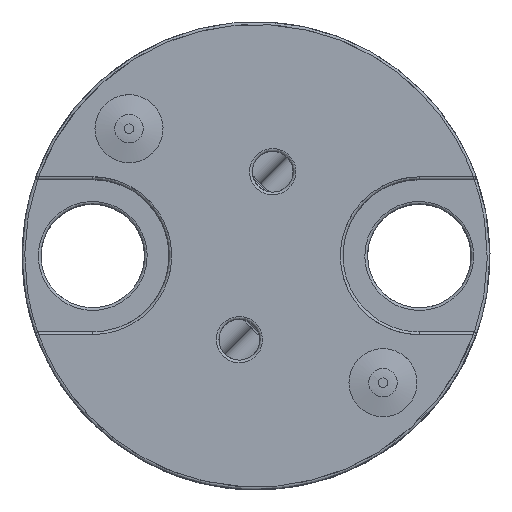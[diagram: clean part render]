
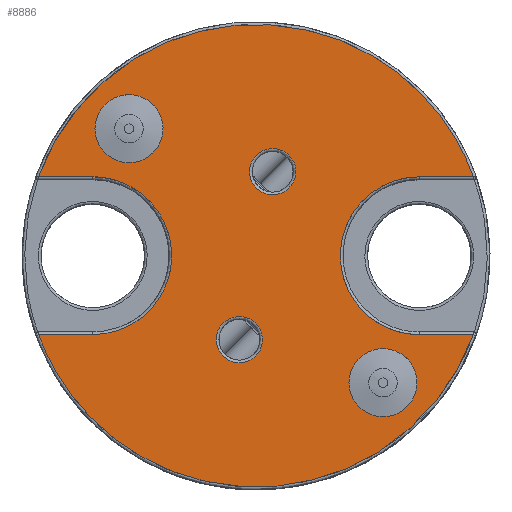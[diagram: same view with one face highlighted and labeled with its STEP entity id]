
A CAD part, top view. The second image highlights one B-rep face of the part: STEP entity #8886.
In plain terms, the highlighted free-form (B-spline) face has degree [1, 1] with [2, 2] control points.
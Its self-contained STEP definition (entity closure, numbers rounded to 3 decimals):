
#8435 = VERTEX_POINT('',#8436);
#8436 = CARTESIAN_POINT('',(-5.463,2.641,
    0.455));
#8443 = EDGE_CURVE('',#8444,#8435,#8446,.T.);
#8444 = VERTEX_POINT('',#8445);
#8445 = CARTESIAN_POINT('',(-5.463,-2.641,
    0.455));
#8446 = ( BOUNDED_CURVE() B_SPLINE_CURVE(2,(#8447,#8448,#8449,#8450,
#8451),.UNSPECIFIED.,.F.,.F.) B_SPLINE_CURVE_WITH_KNOTS((3,2,3),(
    1.571,3.142,4.712),
.PIECEWISE_BEZIER_KNOTS.) CURVE() GEOMETRIC_REPRESENTATION_ITEM() 
RATIONAL_B_SPLINE_CURVE((1.,0.707,1.,0.707,1.)) 
REPRESENTATION_ITEM('') );
#8447 = CARTESIAN_POINT('',(-5.463,-2.641,
    0.455));
#8448 = CARTESIAN_POINT('',(-2.823,-2.641,
    0.455));
#8449 = CARTESIAN_POINT('',(-2.823,0.,
    0.455));
#8450 = CARTESIAN_POINT('',(-2.823,2.641,
    0.455));
#8451 = CARTESIAN_POINT('',(-5.463,2.641,
    0.455));
#8490 = EDGE_CURVE('',#8435,#8491,#8493,.T.);
#8491 = VERTEX_POINT('',#8492);
#8492 = CARTESIAN_POINT('',(-7.275,2.641,
    0.455));
#8493 = B_SPLINE_CURVE_WITH_KNOTS('',1,(#8494,#8495),.UNSPECIFIED.,.F.,
  .F.,(2,2),(0.,1.99),.PIECEWISE_BEZIER_KNOTS.);
#8494 = CARTESIAN_POINT('',(-5.463,2.641,
    0.455));
#8495 = CARTESIAN_POINT('',(-7.275,2.641,
    0.455));
#8519 = EDGE_CURVE('',#8491,#8520,#8522,.T.);
#8520 = VERTEX_POINT('',#8521);
#8521 = CARTESIAN_POINT('',(7.275,2.641,0.455
    ));
#8522 = ( BOUNDED_CURVE() B_SPLINE_CURVE(2,(#8523,#8524,#8525),
.UNSPECIFIED.,.F.,.F.) B_SPLINE_CURVE_WITH_KNOTS((3,3),(0.348,
2.793),.PIECEWISE_BEZIER_KNOTS.) CURVE() 
GEOMETRIC_REPRESENTATION_ITEM() RATIONAL_B_SPLINE_CURVE((1.,
0.341,1.)) REPRESENTATION_ITEM('') );
#8523 = CARTESIAN_POINT('',(-7.275,2.641,
    0.455));
#8524 = CARTESIAN_POINT('',(0.,22.686,
    0.455));
#8525 = CARTESIAN_POINT('',(7.275,2.641,0.455
    ));
#8550 = EDGE_CURVE('',#8520,#8551,#8553,.T.);
#8551 = VERTEX_POINT('',#8552);
#8552 = CARTESIAN_POINT('',(5.463,2.641,0.455
    ));
#8553 = B_SPLINE_CURVE_WITH_KNOTS('',1,(#8554,#8555),.UNSPECIFIED.,.F.,
  .F.,(2,2),(0.,1.99),.PIECEWISE_BEZIER_KNOTS.);
#8554 = CARTESIAN_POINT('',(7.275,2.641,0.455
    ));
#8555 = CARTESIAN_POINT('',(5.463,2.641,0.455
    ));
#8571 = VERTEX_POINT('',#8572);
#8572 = CARTESIAN_POINT('',(5.463,-2.641,
    0.455));
#8579 = EDGE_CURVE('',#8551,#8571,#8580,.T.);
#8580 = ( BOUNDED_CURVE() B_SPLINE_CURVE(2,(#8581,#8582,#8583,#8584,
#8585),.UNSPECIFIED.,.F.,.F.) B_SPLINE_CURVE_WITH_KNOTS((3,2,3),(
    4.712,6.283,7.854),
.PIECEWISE_BEZIER_KNOTS.) CURVE() GEOMETRIC_REPRESENTATION_ITEM() 
RATIONAL_B_SPLINE_CURVE((1.,0.707,1.,0.707,1.)) 
REPRESENTATION_ITEM('') );
#8581 = CARTESIAN_POINT('',(5.463,2.641,0.455
    ));
#8582 = CARTESIAN_POINT('',(2.823,2.641,0.455
    ));
#8583 = CARTESIAN_POINT('',(2.823,0.,
    0.455));
#8584 = CARTESIAN_POINT('',(2.823,-2.641,
    0.455));
#8585 = CARTESIAN_POINT('',(5.463,-2.641,
    0.455));
#8618 = EDGE_CURVE('',#8571,#8619,#8621,.T.);
#8619 = VERTEX_POINT('',#8620);
#8620 = CARTESIAN_POINT('',(7.275,-2.641,
    0.455));
#8621 = B_SPLINE_CURVE_WITH_KNOTS('',1,(#8622,#8623),.UNSPECIFIED.,.F.,
  .F.,(2,2),(0.,1.99),.PIECEWISE_BEZIER_KNOTS.);
#8622 = CARTESIAN_POINT('',(5.463,-2.641,
    0.455));
#8623 = CARTESIAN_POINT('',(7.275,-2.641,
    0.455));
#8647 = EDGE_CURVE('',#8619,#8648,#8650,.T.);
#8648 = VERTEX_POINT('',#8649);
#8649 = CARTESIAN_POINT('',(-7.275,-2.641,
    0.455));
#8650 = ( BOUNDED_CURVE() B_SPLINE_CURVE(2,(#8651,#8652,#8653),
.UNSPECIFIED.,.F.,.F.) B_SPLINE_CURVE_WITH_KNOTS((3,3),(3.49,
5.935),.PIECEWISE_BEZIER_KNOTS.) CURVE() 
GEOMETRIC_REPRESENTATION_ITEM() RATIONAL_B_SPLINE_CURVE((1.,
0.341,1.)) REPRESENTATION_ITEM('') );
#8651 = CARTESIAN_POINT('',(7.275,-2.641,
    0.455));
#8652 = CARTESIAN_POINT('',(0.,-22.686,
    0.455));
#8653 = CARTESIAN_POINT('',(-7.275,-2.641,
    0.455));
#8722 = EDGE_CURVE('',#8723,#8723,#8725,.T.);
#8723 = VERTEX_POINT('',#8724);
#8724 = CARTESIAN_POINT('',(-5.024,4.25,
    0.455));
#8725 = ( BOUNDED_CURVE() B_SPLINE_CURVE(2,(#8726,#8727,#8728,#8729,
#8730,#8731,#8732),.UNSPECIFIED.,.T.,.F.) B_SPLINE_CURVE_WITH_KNOTS((1,2
    ,2,2,2,1),(-2.094,0.,2.094,4.189,
6.283,8.378),.UNSPECIFIED.) CURVE() 
GEOMETRIC_REPRESENTATION_ITEM() RATIONAL_B_SPLINE_CURVE((1.,0.5,1.,0.5,
1.,0.5,1.)) REPRESENTATION_ITEM('') );
#8726 = CARTESIAN_POINT('',(-5.024,4.25,
    0.455));
#8727 = CARTESIAN_POINT('',(-5.024,5.59,
    0.455));
#8728 = CARTESIAN_POINT('',(-3.863,4.92,
    0.455));
#8729 = CARTESIAN_POINT('',(-2.702,4.25,
    0.455));
#8730 = CARTESIAN_POINT('',(-3.863,3.579,
    0.455));
#8731 = CARTESIAN_POINT('',(-5.024,2.909,0.455
    ));
#8732 = CARTESIAN_POINT('',(-5.024,4.25,
    0.455));
#8828 = EDGE_CURVE('',#8648,#8444,#8829,.T.);
#8829 = B_SPLINE_CURVE_WITH_KNOTS('',1,(#8830,#8831),.UNSPECIFIED.,.F.,
  .F.,(2,2),(0.,1.99),
  .PIECEWISE_BEZIER_KNOTS.);
#8830 = CARTESIAN_POINT('',(-7.275,-2.641,
    0.455));
#8831 = CARTESIAN_POINT('',(-5.463,-2.641,
    0.455));
#8842 = EDGE_CURVE('',#8843,#8843,#8845,.T.);
#8843 = VERTEX_POINT('',#8844);
#8844 = CARTESIAN_POINT('',(3.476,-4.25,
    0.455));
#8845 = ( BOUNDED_CURVE() B_SPLINE_CURVE(2,(#8846,#8847,#8848,#8849,
#8850,#8851,#8852),.UNSPECIFIED.,.T.,.F.) B_SPLINE_CURVE_WITH_KNOTS((1,2
    ,2,2,2,1),(-2.094,0.,2.094,4.189,
6.283,8.378),.UNSPECIFIED.) CURVE() 
GEOMETRIC_REPRESENTATION_ITEM() RATIONAL_B_SPLINE_CURVE((1.,0.5,1.,0.5,
1.,0.5,1.)) REPRESENTATION_ITEM('') );
#8846 = CARTESIAN_POINT('',(3.476,-4.25,
    0.455));
#8847 = CARTESIAN_POINT('',(3.476,-2.909,0.455
    ));
#8848 = CARTESIAN_POINT('',(4.637,-3.579,
    0.455));
#8849 = CARTESIAN_POINT('',(5.798,-4.25,0.455
    ));
#8850 = CARTESIAN_POINT('',(4.637,-4.92,
    0.455));
#8851 = CARTESIAN_POINT('',(3.476,-5.59,
    0.455));
#8852 = CARTESIAN_POINT('',(3.476,-4.25,
    0.455));
#8886 = ADVANCED_FACE('',(#8887,#8901,#8915,#8925,#8928),#8931,.T.);
#8887 = FACE_BOUND('',#8888,.T.);
#8888 = EDGE_LOOP('',(#8889));
#8889 = ORIENTED_EDGE('',*,*,#8890,.T.);
#8890 = EDGE_CURVE('',#8891,#8891,#8893,.T.);
#8891 = VERTEX_POINT('',#8892);
#8892 = CARTESIAN_POINT('',(1.331,2.811,0.455
    ));
#8893 = ( BOUNDED_CURVE() B_SPLINE_CURVE(2,(#8894,#8895,#8896,#8897,
#8898,#8899,#8900),.UNSPECIFIED.,.T.,.F.) B_SPLINE_CURVE_WITH_KNOTS((1,2
    ,2,2,2,1),(-2.094,0.,2.094,4.189,
6.283,8.378),.UNSPECIFIED.) CURVE() 
GEOMETRIC_REPRESENTATION_ITEM() RATIONAL_B_SPLINE_CURVE((1.,0.5,1.,0.5,
1.,0.5,1.)) REPRESENTATION_ITEM('') );
#8894 = CARTESIAN_POINT('',(1.331,2.811,0.455
    ));
#8895 = CARTESIAN_POINT('',(1.331,1.47,0.455
    ));
#8896 = CARTESIAN_POINT('',(0.17,2.14,0.455)
  );
#8897 = CARTESIAN_POINT('',(-0.991,2.811,
    0.455));
#8898 = CARTESIAN_POINT('',(0.17,3.481,0.455)
  );
#8899 = CARTESIAN_POINT('',(1.331,4.151,0.455
    ));
#8900 = CARTESIAN_POINT('',(1.331,2.811,0.455
    ));
#8901 = FACE_BOUND('',#8902,.T.);
#8902 = EDGE_LOOP('',(#8903));
#8903 = ORIENTED_EDGE('',*,*,#8904,.T.);
#8904 = EDGE_CURVE('',#8905,#8905,#8907,.T.);
#8905 = VERTEX_POINT('',#8906);
#8906 = CARTESIAN_POINT('',(0.217,-2.811,
    0.455));
#8907 = ( BOUNDED_CURVE() B_SPLINE_CURVE(2,(#8908,#8909,#8910,#8911,
#8912,#8913,#8914),.UNSPECIFIED.,.T.,.F.) B_SPLINE_CURVE_WITH_KNOTS((1,2
    ,2,2,2,1),(-2.094,0.,2.094,4.189,
6.283,8.378),.UNSPECIFIED.) CURVE() 
GEOMETRIC_REPRESENTATION_ITEM() RATIONAL_B_SPLINE_CURVE((1.,0.5,1.,0.5,
1.,0.5,1.)) REPRESENTATION_ITEM('') );
#8908 = CARTESIAN_POINT('',(0.217,-2.811,
    0.455));
#8909 = CARTESIAN_POINT('',(0.217,-4.151,
    0.455));
#8910 = CARTESIAN_POINT('',(-0.944,-3.481,0.455
    ));
#8911 = CARTESIAN_POINT('',(-2.105,-2.811,
    0.455));
#8912 = CARTESIAN_POINT('',(-0.944,-2.14,
    0.455));
#8913 = CARTESIAN_POINT('',(0.217,-1.47,
    0.455));
#8914 = CARTESIAN_POINT('',(0.217,-2.811,
    0.455));
#8915 = FACE_BOUND('',#8916,.T.);
#8916 = EDGE_LOOP('',(#8917,#8918,#8919,#8920,#8921,#8922,#8923,#8924));
#8917 = ORIENTED_EDGE('',*,*,#8443,.F.);
#8918 = ORIENTED_EDGE('',*,*,#8828,.F.);
#8919 = ORIENTED_EDGE('',*,*,#8647,.F.);
#8920 = ORIENTED_EDGE('',*,*,#8618,.F.);
#8921 = ORIENTED_EDGE('',*,*,#8579,.F.);
#8922 = ORIENTED_EDGE('',*,*,#8550,.F.);
#8923 = ORIENTED_EDGE('',*,*,#8519,.F.);
#8924 = ORIENTED_EDGE('',*,*,#8490,.F.);
#8925 = FACE_BOUND('',#8926,.T.);
#8926 = EDGE_LOOP('',(#8927));
#8927 = ORIENTED_EDGE('',*,*,#8722,.T.);
#8928 = FACE_BOUND('',#8929,.T.);
#8929 = EDGE_LOOP('',(#8930));
#8930 = ORIENTED_EDGE('',*,*,#8842,.T.);
#8931 = B_SPLINE_SURFACE_WITH_KNOTS('',1,1,(
    (#8932,#8933)
    ,(#8934,#8935
    )),.UNSPECIFIED.,.F.,.F.,.F.,(2,2),(2,2),(-1.99,
    13.99),(-8.5,8.5),.PIECEWISE_BEZIER_KNOTS.);
#8932 = CARTESIAN_POINT('',(-7.275,-7.74,
    0.455));
#8933 = CARTESIAN_POINT('',(-7.275,7.74,
    0.455));
#8934 = CARTESIAN_POINT('',(7.275,-7.74,
    0.455));
#8935 = CARTESIAN_POINT('',(7.275,7.74,0.455
    ));
